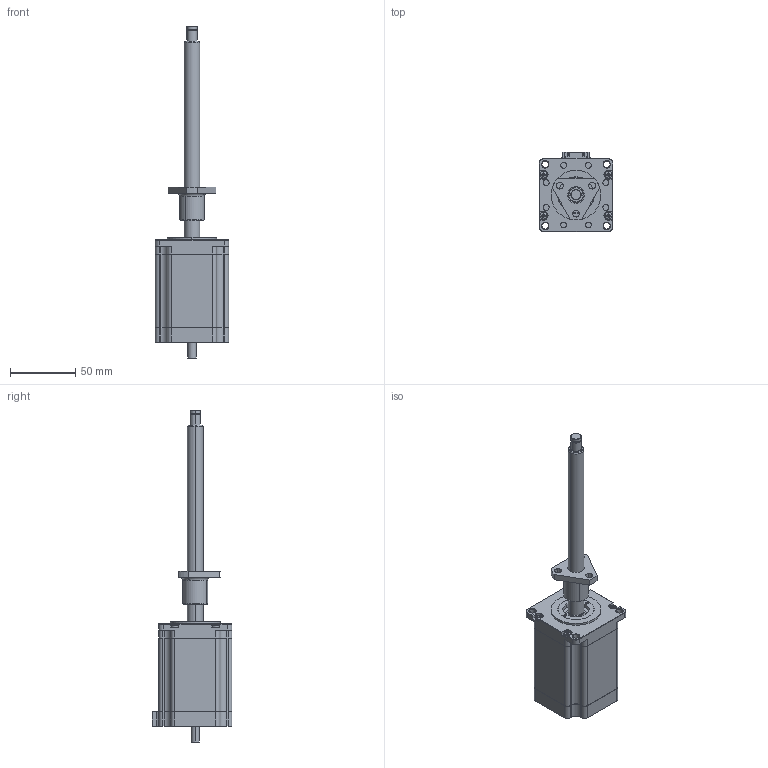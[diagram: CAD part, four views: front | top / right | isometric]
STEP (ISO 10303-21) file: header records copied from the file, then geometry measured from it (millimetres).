
FILE_DESCRIPTION (( 'STEP AP214' ), '1' );
FILE_NAME ('STP-LE23-3H06ADJ.STEP', '2020-08-25T22:24:13', ( '' ), ( '' ), 'SwSTEP 2.0', 'SolidWorks 2017', '' );
FILE_SCHEMA (( 'AUTOMOTIVE_DESIGN' ));
Length unit declared in the file: millimetre
Products named in the file (3): STP-LE23-3H06ADJ_1; STP-LE23-3H06ADJ; STP-LE23-3H06ADJ_2
Assembly tree (2 placements, depth 2):
  STP-LE23-3H06ADJ
    STP-LE23-3H06ADJ_1
    STP-LE23-3H06ADJ_2
Bounding box: 56.2 x 61.2 x 254.4 mm (x, y, z)
Volume: 225860.6 mm3; surface area: 63083.5 mm2
Topology: 7 solids, 9 shells, 1001 faces, 2631 edges, 1686 vertices
Faces by surface type: cylinder 460, plane 380, cone 121, torus 24, bspline 12, sphere 4
Entity records: 45721 total; most frequent: CARTESIAN_POINT 21441, ORIENTED_EDGE 5262, DIRECTION 4904, EDGE_CURVE 2631, AXIS2_PLACEMENT_3D 1793, VERTEX_POINT 1686, LINE 1318, VECTOR 1318
